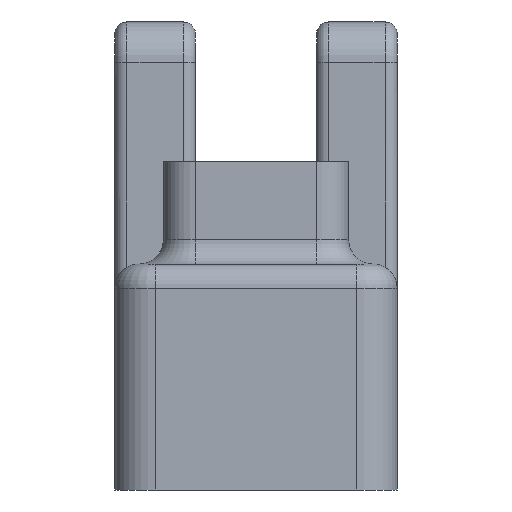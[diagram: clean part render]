
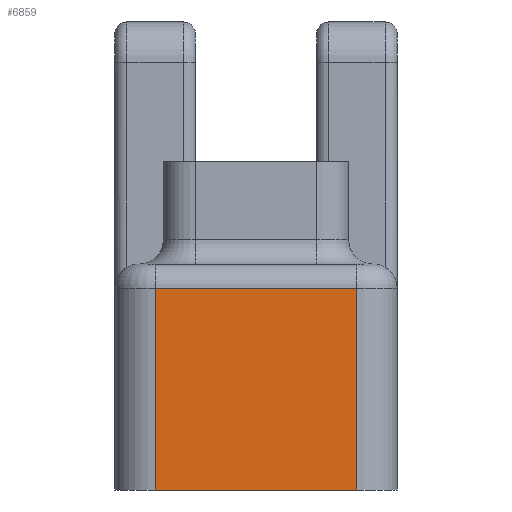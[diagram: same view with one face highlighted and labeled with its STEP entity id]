
A CAD part, left-side view. The second image highlights one B-rep face of the part: STEP entity #6859.
In plain terms, the highlighted planar face has unit normal (-1, 0, 0).
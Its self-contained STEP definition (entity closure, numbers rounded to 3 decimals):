
#217 = LINE ( 'NONE', #4468, #7765 ) ;
#436 = ORIENTED_EDGE ( 'NONE', *, *, #8382, .T. ) ;
#1218 = CARTESIAN_POINT ( 'NONE',  ( -10., 20., 19. ) ) ;
#1237 = EDGE_CURVE ( 'NONE', #7902, #2573, #8760, .T. ) ;
#1694 = LINE ( 'NONE', #3848, #5772 ) ;
#1711 = EDGE_CURVE ( 'NONE', #2573, #5707, #8110, .T. ) ;
#1792 = CARTESIAN_POINT ( 'NONE',  ( -10., -5., -6. ) ) ;
#1993 = EDGE_LOOP ( 'NONE', ( #436, #8250, #6288, #8407 ) ) ;
#2358 = DIRECTION ( 'NONE',  ( 0., 1., 0. ) ) ;
#2573 = VERTEX_POINT ( 'NONE', #1218 ) ;
#2809 = VERTEX_POINT ( 'NONE', #1792 ) ;
#3126 = CARTESIAN_POINT ( 'NONE',  ( -10., 25., 19. ) ) ;
#3246 = PLANE ( 'NONE',  #3370 ) ;
#3370 = AXIS2_PLACEMENT_3D ( 'NONE', #7421, #4026, #4658 ) ;
#3408 = VECTOR ( 'NONE', #8848, 1000. ) ;
#3848 = CARTESIAN_POINT ( 'NONE',  ( -10., -5., 22. ) ) ;
#3950 = CARTESIAN_POINT ( 'NONE',  ( -10., 20., -6. ) ) ;
#4026 = DIRECTION ( 'NONE',  ( 1., 0., 0. ) ) ;
#4468 = CARTESIAN_POINT ( 'NONE',  ( -10., -5., -6. ) ) ;
#4658 = DIRECTION ( 'NONE',  ( 0., 1., 0. ) ) ;
#4666 = CARTESIAN_POINT ( 'NONE',  ( -10., 20., 22. ) ) ;
#5044 = CARTESIAN_POINT ( 'NONE',  ( -10., -5., 19. ) ) ;
#5544 = DIRECTION ( 'NONE',  ( 0., 0., -1. ) ) ;
#5707 = VERTEX_POINT ( 'NONE', #3950 ) ;
#5772 = VECTOR ( 'NONE', #7974, 1000. ) ;
#6288 = ORIENTED_EDGE ( 'NONE', *, *, #1711, .T. ) ;
#6486 = VECTOR ( 'NONE', #5544, 1000. ) ;
#6859 = ADVANCED_FACE ( 'NONE', ( #8924 ), #3246, .F. ) ;
#7145 = EDGE_CURVE ( 'NONE', #2809, #5707, #217, .T. ) ;
#7421 = CARTESIAN_POINT ( 'NONE',  ( -10., 25., 22. ) ) ;
#7765 = VECTOR ( 'NONE', #2358, 1000. ) ;
#7902 = VERTEX_POINT ( 'NONE', #5044 ) ;
#7974 = DIRECTION ( 'NONE',  ( 0., 0., 1. ) ) ;
#8110 = LINE ( 'NONE', #4666, #6486 ) ;
#8250 = ORIENTED_EDGE ( 'NONE', *, *, #1237, .T. ) ;
#8382 = EDGE_CURVE ( 'NONE', #2809, #7902, #1694, .T. ) ;
#8407 = ORIENTED_EDGE ( 'NONE', *, *, #7145, .F. ) ;
#8760 = LINE ( 'NONE', #3126, #3408 ) ;
#8848 = DIRECTION ( 'NONE',  ( 0., 1., 0. ) ) ;
#8924 = FACE_OUTER_BOUND ( 'NONE', #1993, .T. ) ;
